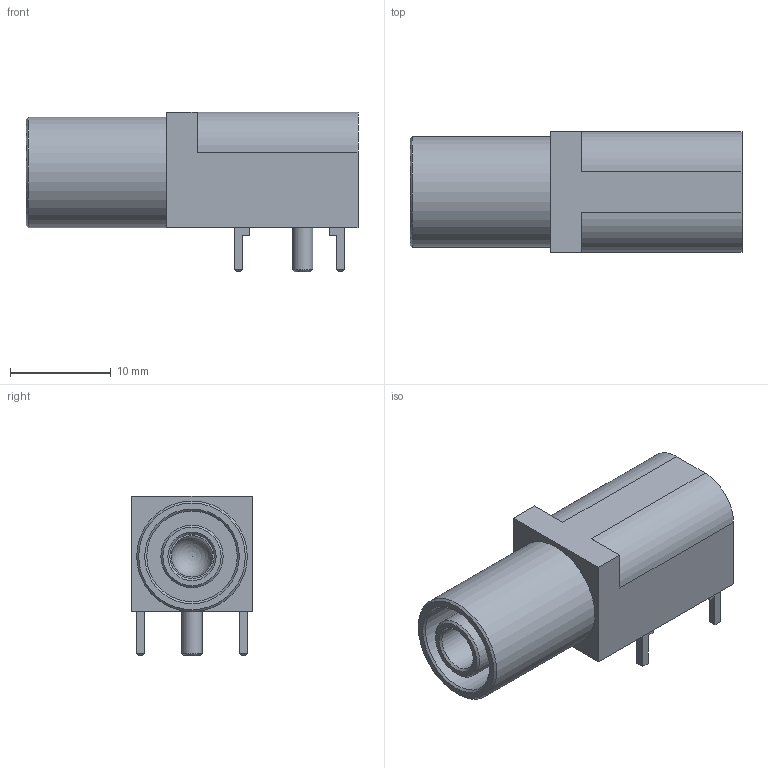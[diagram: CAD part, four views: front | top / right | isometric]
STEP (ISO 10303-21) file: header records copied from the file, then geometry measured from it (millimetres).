
FILE_DESCRIPTION(('FreeCAD Model'),'2;1');
FILE_NAME('Open CASCADE Shape Model','2024-01-13T15:53:34',( 'kicad StepUp'),('ksu MCAD'),'Open CASCADE STEP processor 7.7', 'FreeCAD','Unknown');
FILE_SCHEMA(('AUTOMOTIVE_DESIGN { 1 0 10303 214 1 1 1 1 }'));
Length unit declared in the file: millimetre
Products named in the file (1): Banana_Cliff_FCR7350x_S16N-PC_Horizontal
Bounding box: 33 x 12 x 15.9 mm (x, y, z)
Volume: 2738.1 mm3; surface area: 3138 mm2
Topology: 2 solids, 3 shells, 90 faces, 202 edges, 124 vertices
Faces by surface type: plane 61, cylinder 16, cone 11, sphere 2
Full cylindrical faces by diameter (mm): 2 x1, 4.1 x1, 4.4 x3, 6.2 x1, 9 x1, 11 x1
Entity records: 1808 total; most frequent: ORIENTED_EDGE 305, CARTESIAN_POINT 252, EDGE_CURVE 200, LINE 151, VERTEX_POINT 124, AXIS2_PLACEMENT_3D 115, FACE_BOUND 99, EDGE_LOOP 99
